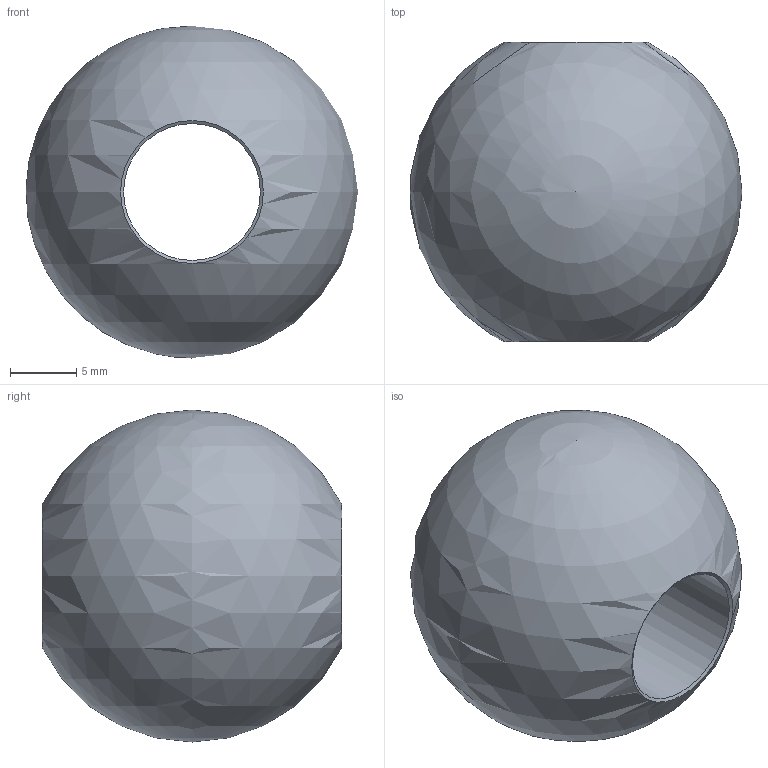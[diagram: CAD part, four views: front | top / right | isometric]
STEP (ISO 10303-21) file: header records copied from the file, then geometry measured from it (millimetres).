
FILE_DESCRIPTION (( 'STEP AP203' ), '1' );
FILE_NAME ('3572-D10.step', '2020-02-04T09:53:07', ( '' ), ( '' ), 'SwSTEP 2.0', 'SolidWorks 2015', '' );
FILE_SCHEMA (( 'CONFIG_CONTROL_DESIGN' ));
Length unit declared in the file: millimetre
Products named in the file (2): 3572-D10
Bounding box: 25 x 22.57 x 25 mm (x, y, z)
Volume: 6187.3 mm3; surface area: 2514.9 mm2
Topology: 1 solids, 1 shells, 208 faces, 560 edges, 373 vertices
Faces by surface type: bspline 92, plane 91, cylinder 22, cone 2, sphere 1
Full cylindrical faces by diameter (mm): 10.3 x1
Entity records: 10259 total; most frequent: CARTESIAN_POINT 5518, ORIENTED_EDGE 1106, DIRECTION 671, EDGE_CURVE 553, VERTEX_POINT 370, VECTOR 267, LINE 267, EDGE_LOOP 233
